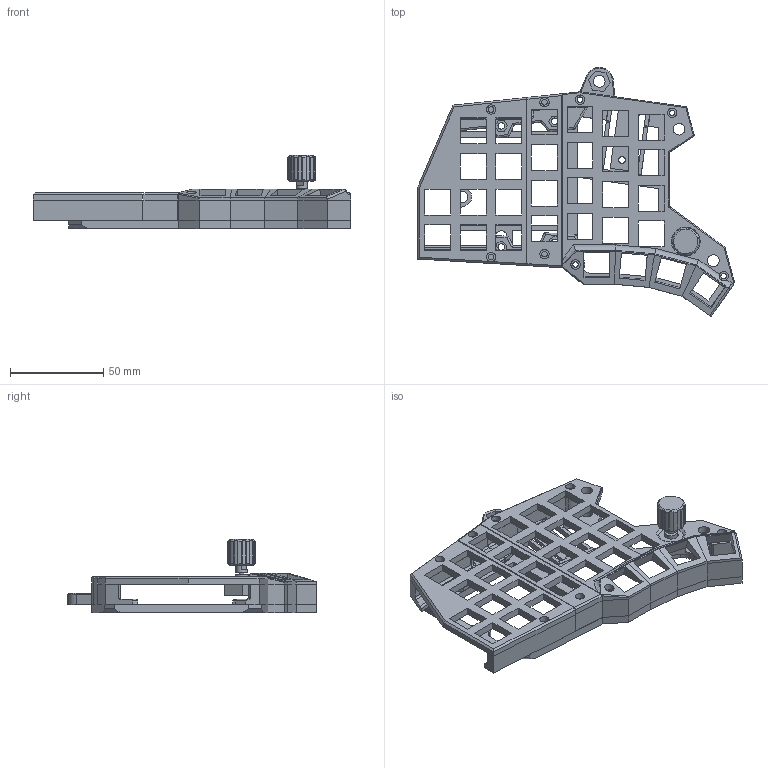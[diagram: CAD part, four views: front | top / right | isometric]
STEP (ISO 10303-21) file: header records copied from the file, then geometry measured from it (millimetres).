
FILE_DESCRIPTION(/* description */ (''),/* implementation_level */ '2;1');
FILE_NAME(/* name */ 'Clarent V2 v9.step',/* time_stamp */ '2024-04-18T10:17:38-04:00',/* author */ (''),/* organization */ (''),/* preprocessor_version */ 'ST-DEVELOPER v20',/* originating_system */ 'Autodesk Translation Framework v12.20.1.177',/* authorisation */ '');
FILE_SCHEMA (('AUTOMOTIVE_DESIGN { 1 0 10303 214 3 1 1 }'));
Length unit declared in the file: millimetre
Products named in the file (12): Clarent V2; plate_mid; plate_left; base; spacer_mid; spacer_left; controller_holder; spacer_stationary; right_module; Rotary Encoder; Rotary Encoder Knob; Clarent_plate_stationary
Assembly tree (11 placements, depth 2):
  Clarent V2
    plate_mid
    plate_left
    base
    spacer_mid
    spacer_left
    controller_holder
    spacer_stationary
    right_module
    Rotary Encoder
    Rotary Encoder Knob
    Clarent_plate_stationary
Bounding box: 169.99 x 133.51 x 39.3 mm (x, y, z)
Volume: 74222.8 mm3; surface area: 61458.3 mm2
Topology: 13 solids, 13 shells, 980 faces, 2575 edges, 1657 vertices
Faces by surface type: plane 669, cylinder 230, cone 70, bspline 8, torus 3
Full cylindrical faces by diameter (mm): 2.5 x1, 3 x20, 3.5 x5, 5 x8, 6 x2, 6.2 x1, 6.3 x2, 6.35 x1, 6.5 x2, 7 x1, 7.5 x1
Entity records: 30818 total; most frequent: CARTESIAN_POINT 5790, ORIENTED_EDGE 5148, DIRECTION 5020, EDGE_CURVE 2574, LINE 1978, VECTOR 1978, VERTEX_POINT 1657, AXIS2_PLACEMENT_3D 1521
